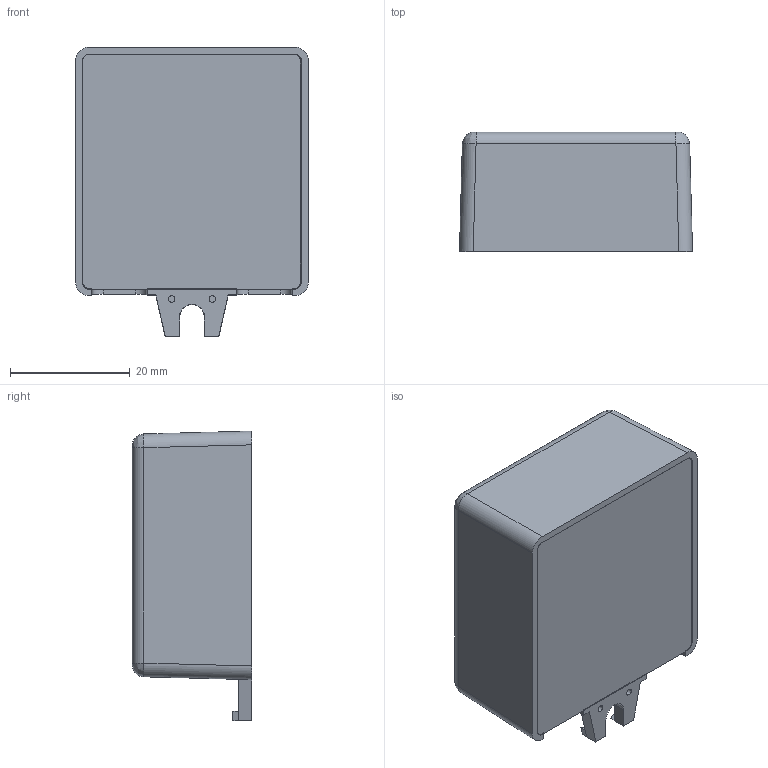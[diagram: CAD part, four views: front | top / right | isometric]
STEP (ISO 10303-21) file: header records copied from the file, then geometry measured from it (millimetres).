
FILE_DESCRIPTION((''),'2;1');
FILE_NAME('LSVC3A_ASM','2015-03-20T',('Hedy'),(''),'PRO/ENGINEER BY PARAMETRIC TECHNOLOGY CORPORATION, 2009380','PRO/ENGINEER BY PARAMETRIC TECHNOLOGY CORPORATION, 2009380','');
FILE_SCHEMA(('CONFIG_CONTROL_DESIGN'));
Length unit declared in the file: millimetre
Products named in the file (3): LSVC3A-2A; LSVC3A-1A; LSVC3A_ASM
Assembly tree (2 placements, depth 2):
  LSVC3A_ASM
    LSVC3A-2A
    LSVC3A-1A
Bounding box: 39 x 20 x 48.5 mm (x, y, z)
Volume: 7109.7 mm3; surface area: 13545.9 mm2
Topology: 2 solids, 2 shells, 209 faces, 558 edges, 362 vertices
Faces by surface type: plane 166, cylinder 32, cone 7, bspline 4
Entity records: 8607 total; most frequent: CARTESIAN_POINT 1432, ORIENTED_EDGE 1116, DIRECTION 980, PRESENTATION_STYLE_ASSIGNMENT 586, STYLED_ITEM 560, CURVE_STYLE 558, EDGE_CURVE 558, VECTOR 472
